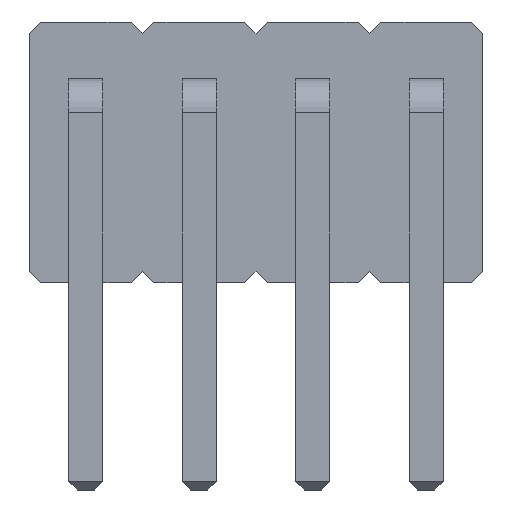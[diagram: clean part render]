
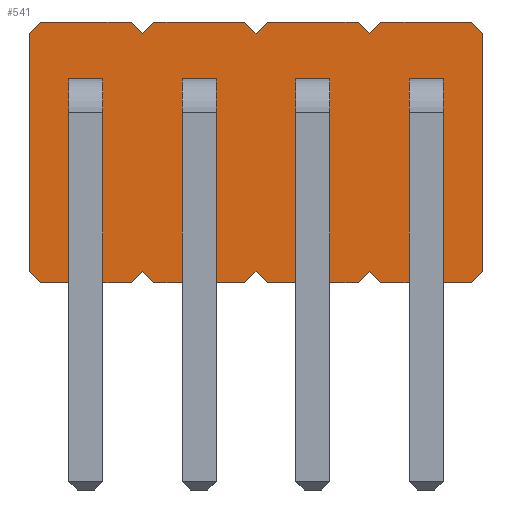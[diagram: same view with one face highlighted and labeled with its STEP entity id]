
A CAD part, left-side view. The second image highlights one B-rep face of the part: STEP entity #541.
In plain terms, the highlighted planar face has unit normal (-1, 0, 0).
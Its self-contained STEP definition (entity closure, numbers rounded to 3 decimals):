
#13=DIRECTION('',(0.,0.,1.));
#22=VERTEX_POINT('',#23);
#23=CARTESIAN_POINT('',(1.9,0.5,0.1));
#34=VECTOR('',#35,1.);
#35=DIRECTION('',(0.,-0.707,-0.707));
#38=VERTEX_POINT('',#39);
#39=CARTESIAN_POINT('',(1.9,0.4,0.));
#42=EDGE_CURVE('',#22,#38,#43,.T.);
#43=LINE('',#23,#34);
#46=DIRECTION('',(0.,0.707,-0.707));
#56=VECTOR('',#57,1.);
#57=DIRECTION('',(0.,-1.,0.));
#60=VERTEX_POINT('',#61);
#61=CARTESIAN_POINT('',(1.9,-0.4,0.));
#64=EDGE_CURVE('',#38,#60,#65,.T.);
#65=LINE('',#39,#56);
#78=VECTOR('',#79,1.);
#79=DIRECTION('',(0.,-0.707,0.707));
#82=VERTEX_POINT('',#83);
#83=CARTESIAN_POINT('',(1.9,-0.5,0.1));
#86=EDGE_CURVE('',#60,#82,#87,.T.);
#87=LINE('',#61,#78);
#102=VERTEX_POINT('',#103);
#103=CARTESIAN_POINT('',(1.9,-0.6,0.));
#106=EDGE_CURVE('',#82,#102,#107,.T.);
#107=LINE('',#83,#34);
#121=VERTEX_POINT('',#122);
#122=CARTESIAN_POINT('',(1.9,-1.4,0.));
#125=EDGE_CURVE('',#102,#121,#126,.T.);
#126=LINE('',#103,#56);
#140=VERTEX_POINT('',#141);
#141=CARTESIAN_POINT('',(1.9,-1.5,0.1));
#144=EDGE_CURVE('',#121,#140,#145,.T.);
#145=LINE('',#122,#78);
#160=VERTEX_POINT('',#161);
#161=CARTESIAN_POINT('',(1.9,-1.6,0.));
#164=EDGE_CURVE('',#140,#160,#165,.T.);
#165=LINE('',#166,#34);
#166=CARTESIAN_POINT('',(1.9,-1.5,0.1));
#181=VERTEX_POINT('',#182);
#182=CARTESIAN_POINT('',(1.9,-2.4,0.));
#185=EDGE_CURVE('',#160,#181,#186,.T.);
#186=LINE('',#187,#56);
#187=CARTESIAN_POINT('',(1.9,-1.6,0.));
#201=VERTEX_POINT('',#202);
#202=CARTESIAN_POINT('',(1.9,-2.5,0.1));
#205=EDGE_CURVE('',#181,#201,#206,.T.);
#206=LINE('',#182,#78);
#221=VERTEX_POINT('',#222);
#222=CARTESIAN_POINT('',(1.9,-2.6,0.));
#225=EDGE_CURVE('',#201,#221,#226,.T.);
#226=LINE('',#227,#34);
#227=CARTESIAN_POINT('',(1.9,-2.5,0.1));
#242=VERTEX_POINT('',#243);
#243=CARTESIAN_POINT('',(1.9,-3.4,0.));
#246=EDGE_CURVE('',#221,#242,#247,.T.);
#247=LINE('',#248,#56);
#248=CARTESIAN_POINT('',(1.9,-2.6,0.));
#262=VERTEX_POINT('',#263);
#263=CARTESIAN_POINT('',(1.9,-3.5,0.1));
#266=EDGE_CURVE('',#242,#262,#267,.T.);
#267=LINE('',#243,#78);
#280=VECTOR('',#13,1.);
#283=VERTEX_POINT('',#284);
#284=CARTESIAN_POINT('',(1.9,-3.5,2.2));
#287=EDGE_CURVE('',#262,#283,#288,.T.);
#288=LINE('',#289,#280);
#289=CARTESIAN_POINT('',(1.9,-3.5,0.1));
#301=VECTOR('',#302,1.);
#302=DIRECTION('',(0.,0.707,0.707));
#305=VERTEX_POINT('',#306);
#306=CARTESIAN_POINT('',(1.9,-3.4,2.3));
#309=EDGE_CURVE('',#283,#305,#310,.T.);
#310=LINE('',#284,#301);
#322=VECTOR('',#323,1.);
#323=DIRECTION('',(0.,1.,0.));
#326=VERTEX_POINT('',#327);
#327=CARTESIAN_POINT('',(1.9,-2.6,2.3));
#330=EDGE_CURVE('',#305,#326,#331,.T.);
#331=LINE('',#306,#322);
#343=VECTOR('',#46,1.);
#346=VERTEX_POINT('',#347);
#347=CARTESIAN_POINT('',(1.9,-2.5,2.2));
#350=EDGE_CURVE('',#326,#346,#351,.T.);
#351=LINE('',#327,#343);
#365=VERTEX_POINT('',#366);
#366=CARTESIAN_POINT('',(1.9,-2.4,2.3));
#369=EDGE_CURVE('',#346,#365,#370,.T.);
#370=LINE('',#347,#301);
#384=VERTEX_POINT('',#385);
#385=CARTESIAN_POINT('',(1.9,-1.6,2.3));
#388=EDGE_CURVE('',#365,#384,#389,.T.);
#389=LINE('',#366,#322);
#403=VERTEX_POINT('',#404);
#404=CARTESIAN_POINT('',(1.9,-1.5,2.2));
#407=EDGE_CURVE('',#384,#403,#408,.T.);
#408=LINE('',#385,#343);
#422=VERTEX_POINT('',#423);
#423=CARTESIAN_POINT('',(1.9,-1.4,2.3));
#426=EDGE_CURVE('',#403,#422,#427,.T.);
#427=LINE('',#404,#301);
#441=VERTEX_POINT('',#442);
#442=CARTESIAN_POINT('',(1.9,-0.6,2.3));
#445=EDGE_CURVE('',#422,#441,#446,.T.);
#446=LINE('',#423,#322);
#460=VERTEX_POINT('',#461);
#461=CARTESIAN_POINT('',(1.9,-0.5,2.2));
#464=EDGE_CURVE('',#441,#460,#465,.T.);
#465=LINE('',#442,#343);
#479=VERTEX_POINT('',#480);
#480=CARTESIAN_POINT('',(1.9,-0.4,2.3));
#483=EDGE_CURVE('',#460,#479,#484,.T.);
#484=LINE('',#461,#301);
#498=VERTEX_POINT('',#499);
#499=CARTESIAN_POINT('',(1.9,0.4,2.3));
#502=EDGE_CURVE('',#479,#498,#503,.T.);
#503=LINE('',#480,#322);
#517=VERTEX_POINT('',#518);
#518=CARTESIAN_POINT('',(1.9,0.5,2.2));
#521=EDGE_CURVE('',#498,#517,#522,.T.);
#522=LINE('',#499,#343);
#532=VECTOR('',#533,1.);
#533=DIRECTION('',(0.,0.,-1.));
#536=EDGE_CURVE('',#517,#22,#537,.T.);
#537=LINE('',#518,#532);
#541=ADVANCED_FACE('',(#542),#570,.T.);
#542=FACE_BOUND('',#543,.T.);
#543=EDGE_LOOP('',(#544,#545,#546,#547,#548,#549,#550,#551,#552,#553,#554,#555,#556,#557,#558,#559,#560,#561,#562,#563,#564,#565,#566,#567,#568,#569));
#544=ORIENTED_EDGE('',*,*,#42,.T.);
#545=ORIENTED_EDGE('',*,*,#64,.T.);
#546=ORIENTED_EDGE('',*,*,#86,.T.);
#547=ORIENTED_EDGE('',*,*,#106,.T.);
#548=ORIENTED_EDGE('',*,*,#125,.T.);
#549=ORIENTED_EDGE('',*,*,#144,.T.);
#550=ORIENTED_EDGE('',*,*,#164,.T.);
#551=ORIENTED_EDGE('',*,*,#185,.T.);
#552=ORIENTED_EDGE('',*,*,#205,.T.);
#553=ORIENTED_EDGE('',*,*,#225,.T.);
#554=ORIENTED_EDGE('',*,*,#246,.T.);
#555=ORIENTED_EDGE('',*,*,#266,.T.);
#556=ORIENTED_EDGE('',*,*,#287,.T.);
#557=ORIENTED_EDGE('',*,*,#309,.T.);
#558=ORIENTED_EDGE('',*,*,#330,.T.);
#559=ORIENTED_EDGE('',*,*,#350,.T.);
#560=ORIENTED_EDGE('',*,*,#369,.T.);
#561=ORIENTED_EDGE('',*,*,#388,.T.);
#562=ORIENTED_EDGE('',*,*,#407,.T.);
#563=ORIENTED_EDGE('',*,*,#426,.T.);
#564=ORIENTED_EDGE('',*,*,#445,.T.);
#565=ORIENTED_EDGE('',*,*,#464,.T.);
#566=ORIENTED_EDGE('',*,*,#483,.T.);
#567=ORIENTED_EDGE('',*,*,#502,.T.);
#568=ORIENTED_EDGE('',*,*,#521,.T.);
#569=ORIENTED_EDGE('',*,*,#536,.T.);
#570=PLANE('',#571);
#571=AXIS2_PLACEMENT_3D('',#572,#573,#574);
#572=CARTESIAN_POINT('',(1.9,-1.5,1.15));
#573=DIRECTION('',(-1.,0.,0.));
#574=DIRECTION('',(0.,-1.,0.));
